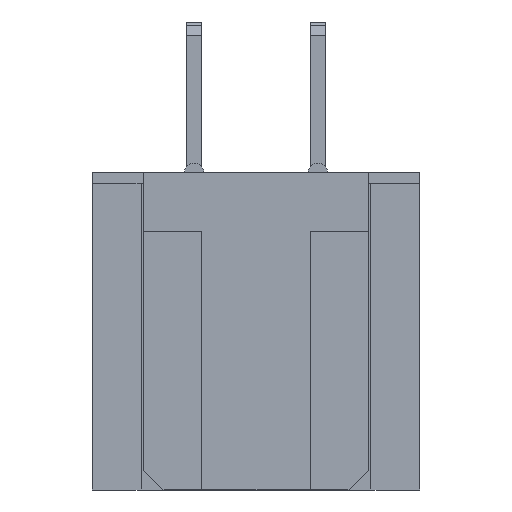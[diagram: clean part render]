
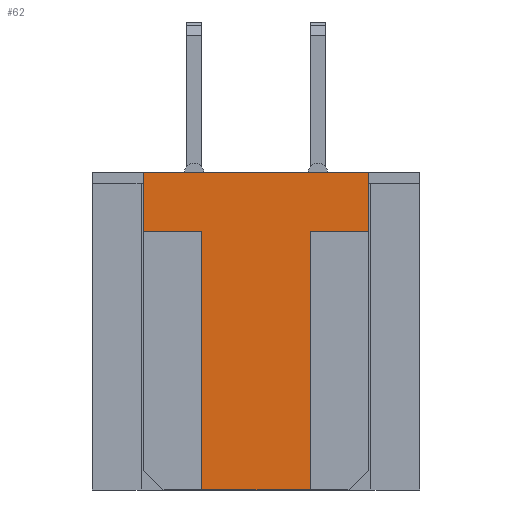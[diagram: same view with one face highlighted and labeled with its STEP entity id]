
A CAD part, left-side view. The second image highlights one B-rep face of the part: STEP entity #62.
In plain terms, the highlighted planar face has unit normal (-1, 0, 0).
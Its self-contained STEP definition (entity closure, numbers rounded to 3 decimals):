
#62=ADVANCED_FACE('',(#753),#754,.T.);
#753=FACE_OUTER_BOUND('',#2155,.T.);
#754=PLANE('',#2156);
#2155=EDGE_LOOP('',(#3765,#3766,#3767,#3768,#3769,#3770,#3771,#3772));
#2156=AXIS2_PLACEMENT_3D('',#3773,#3774,#3775);
#3765=ORIENTED_EDGE('',*,*,#8967,.T.);
#3766=ORIENTED_EDGE('',*,*,#8996,.T.);
#3767=ORIENTED_EDGE('',*,*,#8989,.T.);
#3768=ORIENTED_EDGE('',*,*,#8997,.F.);
#3769=ORIENTED_EDGE('',*,*,#8809,.F.);
#3770=ORIENTED_EDGE('',*,*,#8995,.T.);
#3771=ORIENTED_EDGE('',*,*,#8987,.T.);
#3772=ORIENTED_EDGE('',*,*,#8998,.F.);
#3773=CARTESIAN_POINT('',(-10.78,1.11,-0.2));
#3774=DIRECTION('',(-1.0,0.0,0.0));
#3775=DIRECTION('',(0.0,0.0,1.0));
#8809=EDGE_CURVE('',#10504,#10506,#10507,.T.);
#8967=EDGE_CURVE('',#10815,#10813,#10816,.T.);
#8987=EDGE_CURVE('',#10851,#10849,#10852,.T.);
#8989=EDGE_CURVE('',#10854,#10855,#10856,.T.);
#8995=EDGE_CURVE('',#10504,#10851,#10863,.T.);
#8996=EDGE_CURVE('',#10813,#10854,#10864,.T.);
#8997=EDGE_CURVE('',#10506,#10855,#10865,.T.);
#8998=EDGE_CURVE('',#10815,#10849,#10866,.T.);
#10504=VERTEX_POINT('',#13303);
#10506=VERTEX_POINT('',#13306);
#10507=LINE('',#13307,#13308);
#10813=VERTEX_POINT('',#13770);
#10815=VERTEX_POINT('',#13773);
#10816=LINE('',#13774,#13775);
#10849=VERTEX_POINT('',#13826);
#10851=VERTEX_POINT('',#13829);
#10852=LINE('',#13830,#13831);
#10854=VERTEX_POINT('',#13834);
#10855=VERTEX_POINT('',#13835);
#10856=LINE('',#13836,#13837);
#10863=LINE('',#13849,#13850);
#10864=LINE('',#13851,#13852);
#10865=LINE('',#13853,#13854);
#10866=LINE('',#13855,#13856);
#13303=CARTESIAN_POINT('',(-10.78,2.31,-0.2));
#13306=CARTESIAN_POINT('',(-10.78,-2.31,-0.2));
#13307=CARTESIAN_POINT('',(-10.78,2.31,-0.2));
#13308=VECTOR('',#18149,4.62);
#13770=CARTESIAN_POINT('',(-10.78,-1.11,-6.7));
#13773=CARTESIAN_POINT('',(-10.78,1.11,-6.7));
#13774=CARTESIAN_POINT('',(-10.78,1.11,-6.7));
#13775=VECTOR('',#18307,2.22);
#13826=CARTESIAN_POINT('',(-10.78,1.11,-1.4));
#13829=CARTESIAN_POINT('',(-10.78,2.31,-1.4));
#13830=CARTESIAN_POINT('',(-10.78,2.31,-1.4));
#13831=VECTOR('',#18327,1.2);
#13834=CARTESIAN_POINT('',(-10.78,-1.11,-1.4));
#13835=CARTESIAN_POINT('',(-10.78,-2.31,-1.4));
#13836=CARTESIAN_POINT('',(-10.78,-1.11,-1.4));
#13837=VECTOR('',#18329,1.2);
#13849=CARTESIAN_POINT('',(-10.78,2.31,-0.2));
#13850=VECTOR('',#18335,1.2);
#13851=CARTESIAN_POINT('',(-10.78,-1.11,-6.7));
#13852=VECTOR('',#18336,5.3);
#13853=CARTESIAN_POINT('',(-10.78,-2.31,-0.2));
#13854=VECTOR('',#18337,1.2);
#13855=CARTESIAN_POINT('',(-10.78,1.11,-6.7));
#13856=VECTOR('',#18338,5.3);
#18149=DIRECTION('',(0.0,-1.0,0.0));
#18307=DIRECTION('',(0.0,-1.0,0.0));
#18327=DIRECTION('',(0.0,-1.0,0.0));
#18329=DIRECTION('',(0.0,-1.0,0.0));
#18335=DIRECTION('',(0.0,0.0,-1.0));
#18336=DIRECTION('',(0.0,0.0,1.0));
#18337=DIRECTION('',(0.0,0.0,-1.0));
#18338=DIRECTION('',(0.0,0.0,1.0));
